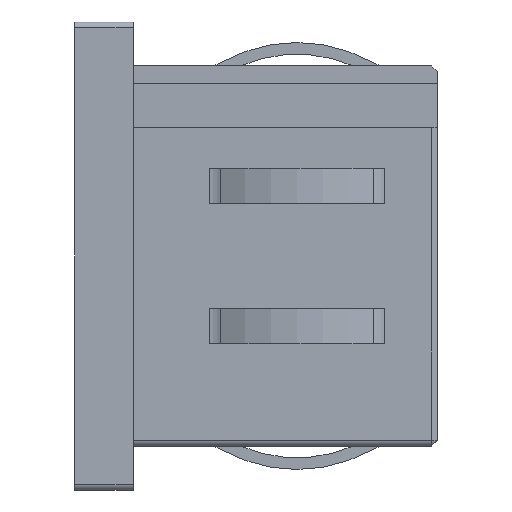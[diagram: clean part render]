
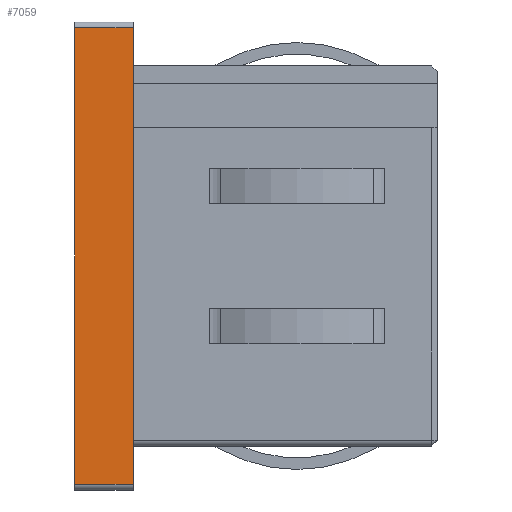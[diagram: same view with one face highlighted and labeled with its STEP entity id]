
A CAD part, left-side view. The second image highlights one B-rep face of the part: STEP entity #7059.
In plain terms, the highlighted planar face has unit normal (-1, 0, 0).
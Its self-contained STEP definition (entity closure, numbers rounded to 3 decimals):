
#25 = ORIENTED_EDGE ( 'NONE', *, *, #12512, .F. ) ;
#386 = DIRECTION ( 'NONE',  ( 0., 1., 0. ) ) ;
#742 = DIRECTION ( 'NONE',  ( 0., -1., 0. ) ) ;
#989 = DIRECTION ( 'NONE',  ( 0., 0., 1. ) ) ;
#1111 = AXIS2_PLACEMENT_3D ( 'NONE', #6472, #15579, #5074 ) ;
#1532 = CARTESIAN_POINT ( 'NONE',  ( -20., 5., 19.5 ) ) ;
#2243 = VERTEX_POINT ( 'NONE', #9164 ) ;
#2702 = LINE ( 'NONE', #6131, #5952 ) ;
#2711 = LINE ( 'NONE', #6581, #6975 ) ;
#2837 = EDGE_CURVE ( 'NONE', #6116, #3312, #2702, .T. ) ;
#3153 = LINE ( 'NONE', #1532, #16618 ) ;
#3312 = VERTEX_POINT ( 'NONE', #5238 ) ;
#3858 = EDGE_LOOP ( 'NONE', ( #11773, #8851, #25, #12650 ) ) ;
#5074 = DIRECTION ( 'NONE',  ( 0., 0., -1. ) ) ;
#5238 = CARTESIAN_POINT ( 'NONE',  ( -20., 0., 19.5 ) ) ;
#5952 = VECTOR ( 'NONE', #989, 1000. ) ;
#6116 = VERTEX_POINT ( 'NONE', #6865 ) ;
#6131 = CARTESIAN_POINT ( 'NONE',  ( -20., 0., -20. ) ) ;
#6238 = EDGE_CURVE ( 'NONE', #2243, #6116, #8332, .T. ) ;
#6472 = CARTESIAN_POINT ( 'NONE',  ( -20., 5., -20. ) ) ;
#6581 = CARTESIAN_POINT ( 'NONE',  ( -20., 5., -20. ) ) ;
#6592 = PLANE ( 'NONE',  #1111 ) ;
#6865 = CARTESIAN_POINT ( 'NONE',  ( -20., 0., -19.5 ) ) ;
#6975 = VECTOR ( 'NONE', #9187, 1000. ) ;
#7059 = ADVANCED_FACE ( 'NONE', ( #11800 ), #6592, .F. ) ;
#8332 = LINE ( 'NONE', #9694, #10361 ) ;
#8851 = ORIENTED_EDGE ( 'NONE', *, *, #11318, .T. ) ;
#9164 = CARTESIAN_POINT ( 'NONE',  ( -20., 5., -19.5 ) ) ;
#9187 = DIRECTION ( 'NONE',  ( 0., 0., 1. ) ) ;
#9694 = CARTESIAN_POINT ( 'NONE',  ( -20., 5., -19.5 ) ) ;
#9703 = VERTEX_POINT ( 'NONE', #12152 ) ;
#10361 = VECTOR ( 'NONE', #742, 1000. ) ;
#11318 = EDGE_CURVE ( 'NONE', #3312, #9703, #3153, .T. ) ;
#11773 = ORIENTED_EDGE ( 'NONE', *, *, #2837, .T. ) ;
#11800 = FACE_OUTER_BOUND ( 'NONE', #3858, .T. ) ;
#12152 = CARTESIAN_POINT ( 'NONE',  ( -20., 5., 19.5 ) ) ;
#12512 = EDGE_CURVE ( 'NONE', #2243, #9703, #2711, .T. ) ;
#12650 = ORIENTED_EDGE ( 'NONE', *, *, #6238, .T. ) ;
#15579 = DIRECTION ( 'NONE',  ( 1., 0., 0. ) ) ;
#16618 = VECTOR ( 'NONE', #386, 1000. ) ;
